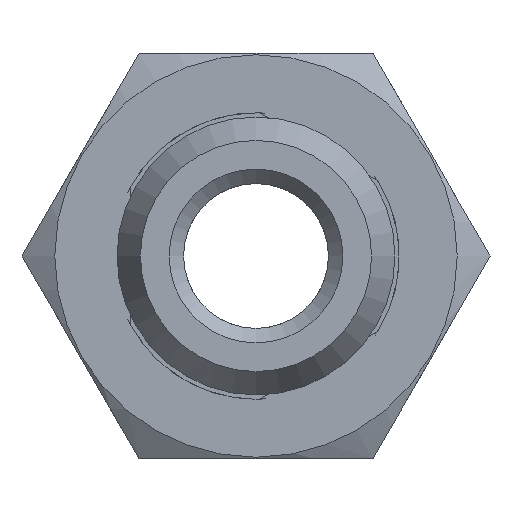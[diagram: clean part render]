
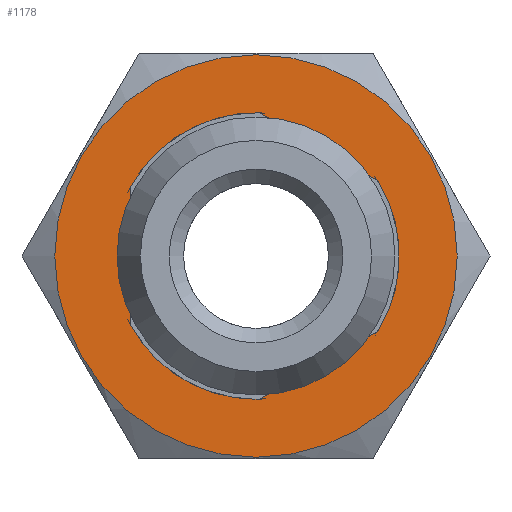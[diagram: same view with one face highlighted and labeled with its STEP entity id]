
A CAD part, front view. The second image highlights one B-rep face of the part: STEP entity #1178.
In plain terms, the highlighted planar face has unit normal (0, -1, 0).
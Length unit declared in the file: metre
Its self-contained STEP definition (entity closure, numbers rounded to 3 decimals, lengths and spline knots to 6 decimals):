
#75=LINE('',#1630,#93);
#77=LINE('',#1634,#95);
#79=LINE('',#1638,#97);
#93=VECTOR('',#1411,1.);
#95=VECTOR('',#1417,1.);
#97=VECTOR('',#1423,1.);
#199=ORIENTED_EDGE('',*,*,#349,.F.);
#200=ORIENTED_EDGE('',*,*,#360,.F.);
#201=ORIENTED_EDGE('',*,*,#357,.F.);
#202=ORIENTED_EDGE('',*,*,#364,.F.);
#203=ORIENTED_EDGE('',*,*,#353,.F.);
#204=ORIENTED_EDGE('',*,*,#362,.F.);
#205=ORIENTED_EDGE('',*,*,#347,.T.);
#347=EDGE_CURVE('',#441,#441,#513,.T.);
#349=EDGE_CURVE('',#443,#444,#515,.T.);
#353=EDGE_CURVE('',#447,#448,#516,.T.);
#357=EDGE_CURVE('',#451,#452,#517,.T.);
#360=EDGE_CURVE('',#452,#443,#75,.T.);
#362=EDGE_CURVE('',#444,#447,#77,.T.);
#364=EDGE_CURVE('',#448,#451,#79,.T.);
#441=VERTEX_POINT('',#1604);
#443=VERTEX_POINT('',#1609);
#444=VERTEX_POINT('',#1610);
#447=VERTEX_POINT('',#1616);
#448=VERTEX_POINT('',#1618);
#451=VERTEX_POINT('',#1624);
#452=VERTEX_POINT('',#1626);
#513=CIRCLE('',#1258,0.00695);
#515=CIRCLE('',#1261,0.00495);
#516=CIRCLE('',#1263,0.00495);
#517=CIRCLE('',#1265,0.00495);
#573=EDGE_LOOP('',(#199,#200,#201,#202,#203,#204));
#574=EDGE_LOOP('',(#205));
#673=FACE_BOUND('',#573,.T.);
#674=FACE_BOUND('',#574,.T.);
#756=PLANE('',#1272);
#1178=ADVANCED_FACE('',(#673,#674),#756,.T.);
#1258=AXIS2_PLACEMENT_3D('',#1603,#1387,#1388);
#1261=AXIS2_PLACEMENT_3D('',#1608,#1393,#1394);
#1263=AXIS2_PLACEMENT_3D('',#1617,#1399,#1400);
#1265=AXIS2_PLACEMENT_3D('',#1625,#1405,#1406);
#1272=AXIS2_PLACEMENT_3D('',#1640,#1426,#1427);
#1387=DIRECTION('',(0.,-1.,0.));
#1388=DIRECTION('',(0.,0.,-1.));
#1393=DIRECTION('',(0.,-1.,0.));
#1394=DIRECTION('',(0.,0.,-1.));
#1399=DIRECTION('',(0.,-1.,0.));
#1400=DIRECTION('',(0.,0.,-1.));
#1405=DIRECTION('',(0.,-1.,0.));
#1406=DIRECTION('',(0.,0.,-1.));
#1411=DIRECTION('',(0.,0.,-1.));
#1417=DIRECTION('',(0.866,0.,0.5));
#1423=DIRECTION('',(-0.866,0.,0.5));
#1426=DIRECTION('',(0.,-1.,0.));
#1427=DIRECTION('',(0.,0.,-1.));
#1603=CARTESIAN_POINT('',(0.,0.0041,0.));
#1604=CARTESIAN_POINT('',(0.,0.0041,-0.00695));
#1608=CARTESIAN_POINT('',(0.,0.0041,0.));
#1609=CARTESIAN_POINT('',(-0.00435,0.0041,-0.002362));
#1610=CARTESIAN_POINT('',(0.000129,0.0041,-0.004948));
#1616=CARTESIAN_POINT('',(0.004221,0.0041,-0.002586));
#1617=CARTESIAN_POINT('',(0.,0.0041,0.));
#1618=CARTESIAN_POINT('',(0.004221,0.0041,0.002586));
#1624=CARTESIAN_POINT('',(0.000129,0.0041,0.004948));
#1625=CARTESIAN_POINT('',(0.,0.0041,0.));
#1626=CARTESIAN_POINT('',(-0.00435,0.0041,0.002362));
#1630=CARTESIAN_POINT('',(-0.00435,0.0041,-0.002362));
#1634=CARTESIAN_POINT('',(0.004221,0.0041,-0.002586));
#1638=CARTESIAN_POINT('',(0.000129,0.0041,0.004948));
#1640=CARTESIAN_POINT('',(0.00495,0.0041,0.));
